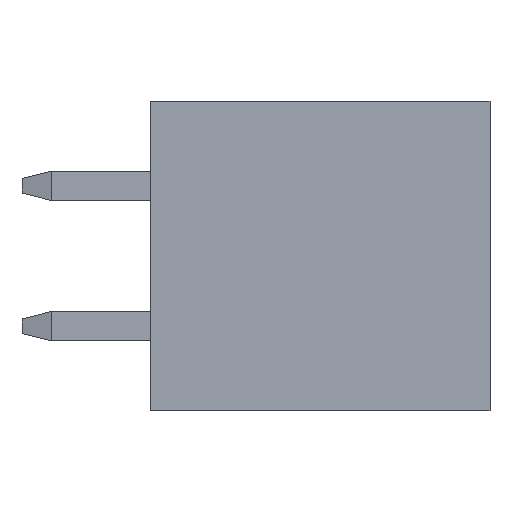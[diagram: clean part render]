
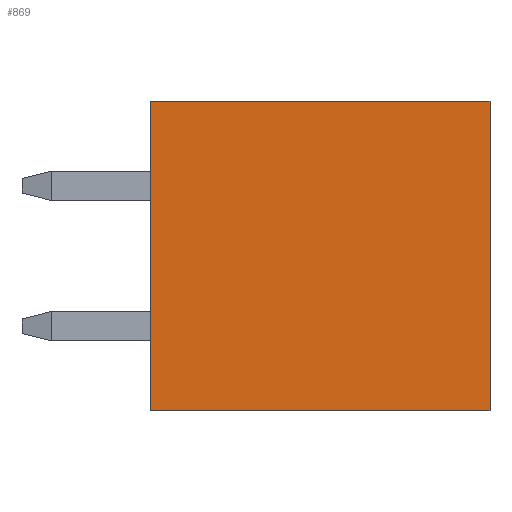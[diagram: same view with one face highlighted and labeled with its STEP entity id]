
A CAD part, left-side view. The second image highlights one B-rep face of the part: STEP entity #869.
In plain terms, the highlighted planar face has unit normal (-1, 0, 0).
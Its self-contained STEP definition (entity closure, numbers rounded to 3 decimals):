
#105 = EDGE_CURVE('',#106,#108,#110,.T.);
#106 = VERTEX_POINT('',#107);
#107 = CARTESIAN_POINT('',(3.5,9.,12.94));
#108 = VERTEX_POINT('',#109);
#109 = CARTESIAN_POINT('',(3.5,9.,21.35));
#110 = LINE('',#111,#112);
#111 = CARTESIAN_POINT('',(3.5,9.,-9.92));
#112 = VECTOR('',#113,1.);
#113 = DIRECTION('',(0.,0.,1.));
#612 = VERTEX_POINT('',#613);
#613 = CARTESIAN_POINT('',(3.5,18.2,21.35));
#619 = EDGE_CURVE('',#612,#108,#620,.T.);
#620 = LINE('',#621,#622);
#621 = CARTESIAN_POINT('',(3.5,18.2,21.35));
#622 = VECTOR('',#623,1.);
#623 = DIRECTION('',(0.,-1.,0.));
#727 = VERTEX_POINT('',#728);
#728 = CARTESIAN_POINT('',(3.5,18.2,12.94));
#734 = EDGE_CURVE('',#727,#612,#735,.T.);
#735 = LINE('',#736,#737);
#736 = CARTESIAN_POINT('',(3.5,18.2,-9.92));
#737 = VECTOR('',#738,1.);
#738 = DIRECTION('',(0.,0.,1.));
#869 = ADVANCED_FACE('',(#870),#881,.T.);
#870 = FACE_BOUND('',#871,.T.);
#871 = EDGE_LOOP('',(#872,#873,#879,#880));
#872 = ORIENTED_EDGE('',*,*,#734,.F.);
#873 = ORIENTED_EDGE('',*,*,#874,.T.);
#874 = EDGE_CURVE('',#727,#106,#875,.T.);
#875 = LINE('',#876,#877);
#876 = CARTESIAN_POINT('',(3.5,18.2,12.94));
#877 = VECTOR('',#878,1.);
#878 = DIRECTION('',(0.,-1.,0.));
#879 = ORIENTED_EDGE('',*,*,#105,.T.);
#880 = ORIENTED_EDGE('',*,*,#619,.F.);
#881 = PLANE('',#882);
#882 = AXIS2_PLACEMENT_3D('',#883,#884,#885);
#883 = CARTESIAN_POINT('',(3.5,18.2,-9.92));
#884 = DIRECTION('',(-1.,0.,0.));
#885 = DIRECTION('',(0.,0.,1.));
